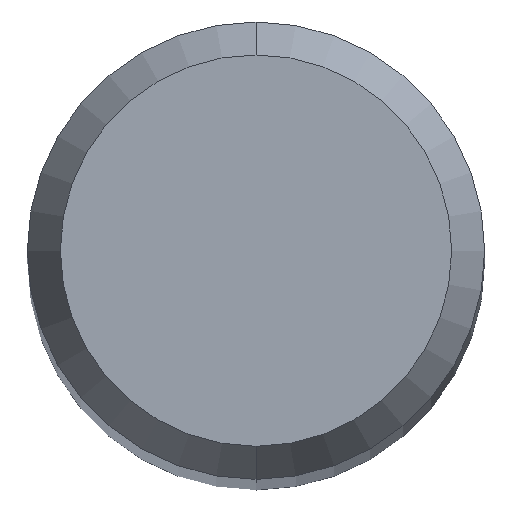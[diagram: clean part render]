
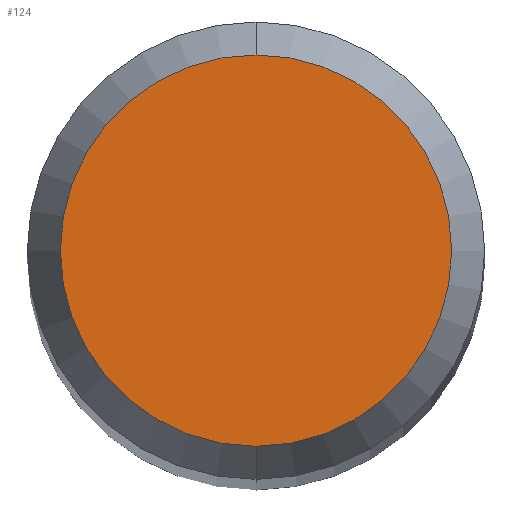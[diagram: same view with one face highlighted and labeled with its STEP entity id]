
A CAD part, top view. The second image highlights one B-rep face of the part: STEP entity #124.
In plain terms, the highlighted planar face has unit normal (0, 0, 1).
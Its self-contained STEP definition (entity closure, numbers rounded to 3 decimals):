
#92=VERTEX_POINT('',#229);
#124=ADVANCED_FACE('',(#263),#264,.T.);
#136=VERTEX_POINT('',#278);
#154=EDGE_CURVE('',#92,#136,#297,.T.);
#208=EDGE_CURVE('',#136,#92,#361,.T.);
#229=CARTESIAN_POINT('',(0.,-1.358,0.01));
#263=FACE_OUTER_BOUND('',#419,.T.);
#264=PLANE('',#420);
#278=CARTESIAN_POINT('',(0.0,1.358,0.01));
#297=CIRCLE('',#462,1.358);
#361=CIRCLE('',#540,1.358);
#419=EDGE_LOOP('',(#581,#582));
#420=AXIS2_PLACEMENT_3D('',#583,#584,#585);
#462=AXIS2_PLACEMENT_3D('',#620,#621,#622);
#540=AXIS2_PLACEMENT_3D('',#711,#712,#713);
#581=ORIENTED_EDGE('',*,*,#208,.F.);
#582=ORIENTED_EDGE('',*,*,#154,.F.);
#583=CARTESIAN_POINT('',(0.0,0.679,0.01));
#584=DIRECTION('',(-0.0,0.0,1.0));
#585=DIRECTION('',(0.0,-1.0,0.0));
#620=CARTESIAN_POINT('',(0.0,0.0,0.01));
#621=DIRECTION('',(0.0,0.0,-1.0));
#622=DIRECTION('',(0.0,1.0,0.0));
#711=CARTESIAN_POINT('',(0.0,0.0,0.01));
#712=DIRECTION('',(0.0,0.0,-1.0));
#713=DIRECTION('',(0.0,1.0,0.0));
